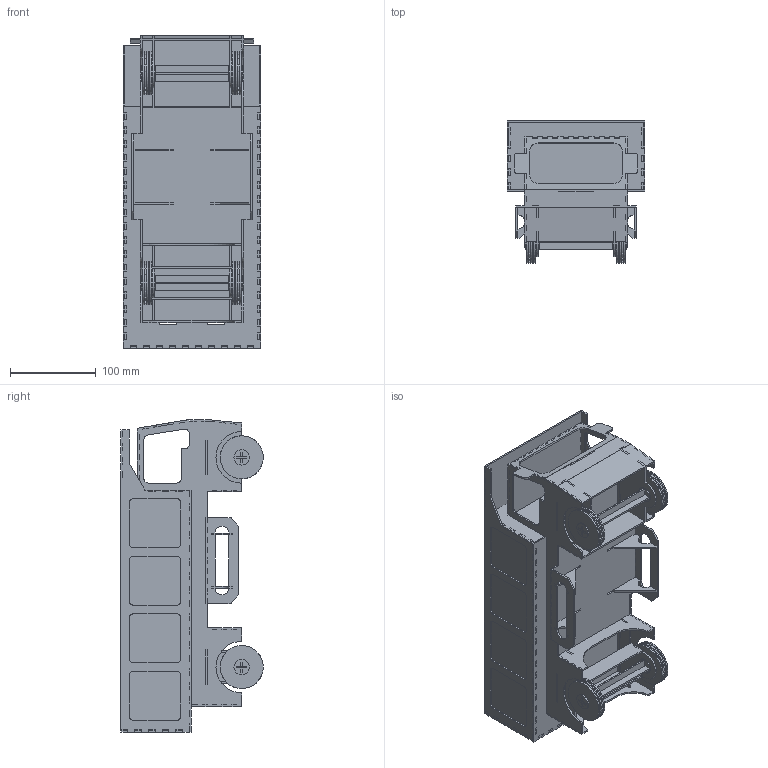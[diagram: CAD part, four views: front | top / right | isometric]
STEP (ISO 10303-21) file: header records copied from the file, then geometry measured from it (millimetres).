
FILE_DESCRIPTION (( 'STEP AP214' ), '1' );
FILE_NAME ('lorry.STEP', '2016-03-15T12:01:41', ( '' ), ( '' ), 'SwSTEP 2.0', 'SolidWorks 2015', '' );
FILE_SCHEMA (( 'AUTOMOTIVE_DESIGN' ));
Length unit declared in the file: millimetre
Products named in the file (27): k27; k10; k5; k23; k19; k3; lorry; k17; k16; k2; k14; k7; k26; k12; k13; k21; k25; k24; k9; k6; k18; k11; k1; k20; k8; k4; k15
Assembly tree (69 placements, depth 2):
  lorry
    k12  x2
    k14
    k1
    k9
    k4
    k8  x2
    k5
    k3
    k10
    k7  x2
    k2
    k6
    k18  x4
    k17  x2
    k13
    k20  x2
    k16
    k27  x2
    k15
    k19  x2
    k11
    k24  x2
    k25  x4
    k23  x12
    k26  x12
    k21  x8
Bounding box: 160 x 165.69 x 364 mm (x, y, z)
Volume: 621407.2 mm3; surface area: 679851 mm2
Topology: 69 solids, 69 shells, 3428 faces, 9870 edges, 6580 vertices
Faces by surface type: plane 2986, cylinder 432, bspline 10
Entity records: 60471 total; most frequent: CARTESIAN_POINT 10837, ORIENTED_EDGE 10548, DIRECTION 9204, EDGE_CURVE 5274, VECTOR 5078, LINE 5078, VERTEX_POINT 3516, AXIS2_PLACEMENT_3D 2063
